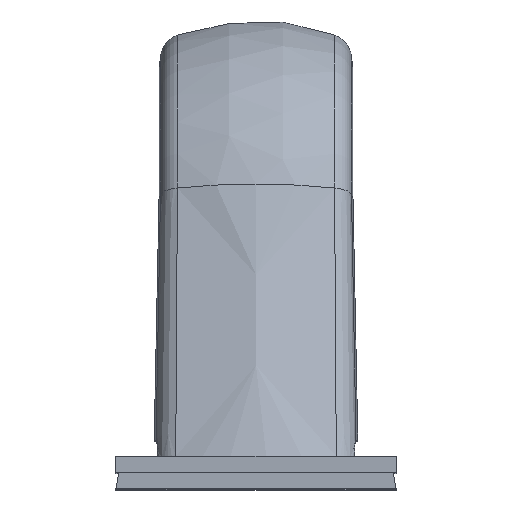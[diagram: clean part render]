
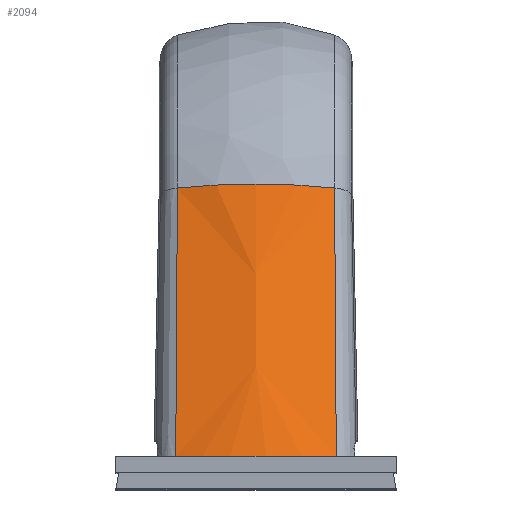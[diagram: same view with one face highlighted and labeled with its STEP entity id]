
A CAD part, top view. The second image highlights one B-rep face of the part: STEP entity #2094.
In plain terms, the highlighted conical face has half-angle 1 degrees and reference radius 21.4 mm.
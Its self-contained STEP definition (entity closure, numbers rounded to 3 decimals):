
#44=CONICAL_SURFACE('',#2288,21.4,0.017);
#125=ELLIPSE('',#2273,22.718,21.749);
#171=CIRCLE('',#2289,21.4);
#251=LINE('',#3249,#431);
#253=LINE('',#3268,#433);
#431=VECTOR('',#2546,1000.);
#433=VECTOR('',#2554,1000.);
#744=ORIENTED_EDGE('',*,*,#1273,.F.);
#745=ORIENTED_EDGE('',*,*,#1322,.T.);
#746=ORIENTED_EDGE('',*,*,#1279,.T.);
#747=ORIENTED_EDGE('',*,*,#1346,.F.);
#1273=EDGE_CURVE('',#1578,#1579,#251,.T.);
#1279=EDGE_CURVE('',#1585,#1584,#253,.T.);
#1322=EDGE_CURVE('',#1578,#1585,#125,.F.);
#1346=EDGE_CURVE('',#1579,#1584,#171,.F.);
#1578=VERTEX_POINT('',#3248);
#1579=VERTEX_POINT('',#3250);
#1584=VERTEX_POINT('',#3267);
#1585=VERTEX_POINT('',#3269);
#1794=EDGE_LOOP('',(#744,#745,#746,#747));
#1926=FACE_BOUND('',#1794,.T.);
#2094=ADVANCED_FACE('',(#1926),#44,.T.);
#2273=AXIS2_PLACEMENT_3D('',#3380,#2629,#2630);
#2288=AXIS2_PLACEMENT_3D('',#3435,#2669,#2670);
#2289=AXIS2_PLACEMENT_3D('',#3436,#2671,#2672);
#2546=DIRECTION('',(0.305,0.952,0.006));
#2554=DIRECTION('',(0.305,0.952,-0.006));
#2629=DIRECTION('',(0.,-1.,0.));
#2630=DIRECTION('',(-1.,0.,0.));
#2669=DIRECTION('',(-0.289,-0.957,0.));
#2670=DIRECTION('',(0.957,-0.289,0.));
#2671=DIRECTION('',(-0.289,-0.957,0.));
#2672=DIRECTION('',(0.957,-0.289,0.));
#3248=CARTESIAN_POINT('',(-27.229,-19.1,-7.449));
#3249=CARTESIAN_POINT('',(-19.261,5.814,-7.293));
#3250=CARTESIAN_POINT('',(-19.261,5.814,-7.293));
#3267=CARTESIAN_POINT('',(-19.261,5.814,7.293));
#3268=CARTESIAN_POINT('',(-19.261,5.814,7.293));
#3269=CARTESIAN_POINT('',(-27.229,-19.1,7.449));
#3380=CARTESIAN_POINT('',(-5.885,-19.1,0.));
#3435=CARTESIAN_POINT('',(0.,0.,0.));
#3436=CARTESIAN_POINT('',(0.,0.,0.));
